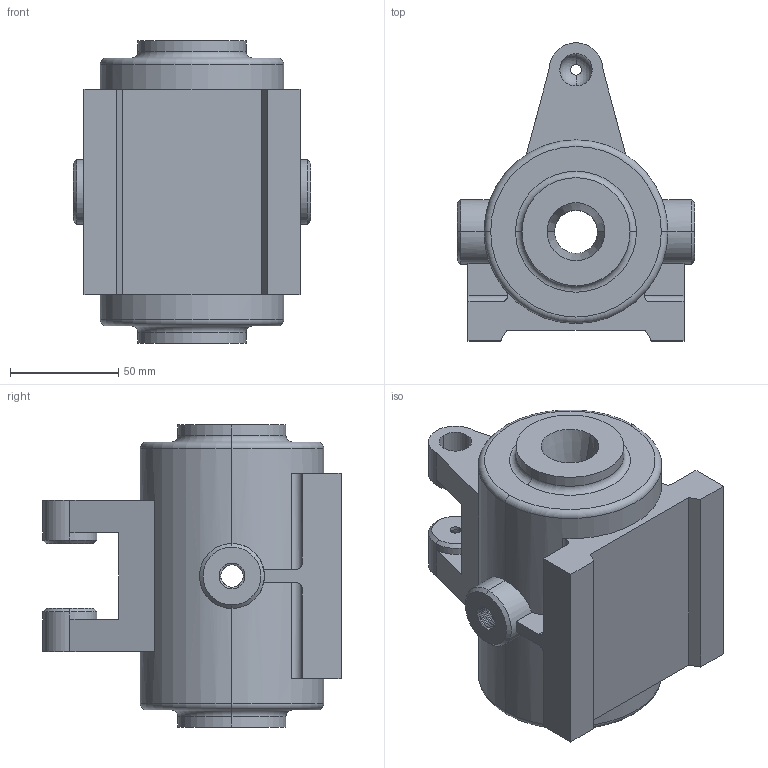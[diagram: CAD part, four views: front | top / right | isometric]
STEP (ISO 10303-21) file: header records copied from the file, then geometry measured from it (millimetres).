
FILE_DESCRIPTION (( 'STEP AP214' ), '1' );
FILE_NAME ('Examen EJER1.STEP', '2022-08-30T13:54:26', ( '' ), ( '' ), 'SwSTEP 2.0', 'SolidWorks 2022', '' );
FILE_SCHEMA (( 'AUTOMOTIVE_DESIGN' ));
Length unit declared in the file: millimetre
Products named in the file (1): Examen EJER1
Bounding box: 110 x 138 x 140 mm (x, y, z)
Volume: 552652.2 mm3; surface area: 102863.1 mm2
Topology: 1 solids, 1 shells, 174 faces, 468 edges, 296 vertices
Faces by surface type: cylinder 101, plane 37, cone 12, torus 12, bspline 8, sphere 4
Entity records: 14942 total; most frequent: CARTESIAN_POINT 10933, ORIENTED_EDGE 920, DIRECTION 770, EDGE_CURVE 460, AXIS2_PLACEMENT_3D 293, VERTEX_POINT 292, EDGE_LOOP 190, VECTOR 184
